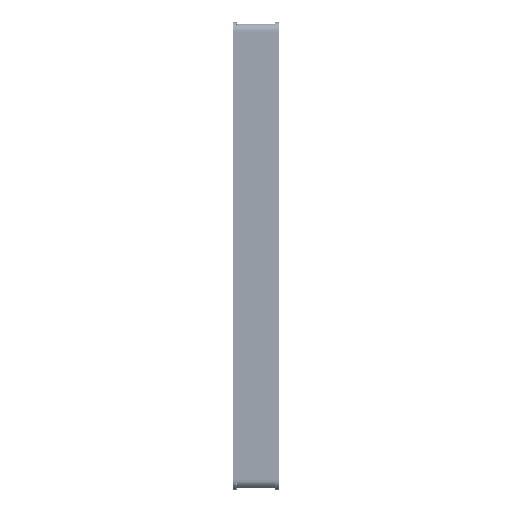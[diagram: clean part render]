
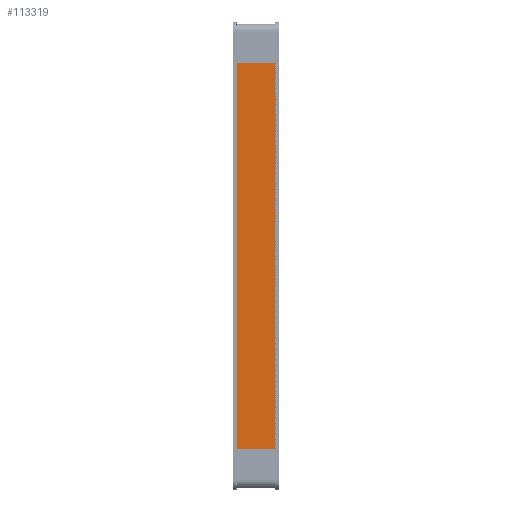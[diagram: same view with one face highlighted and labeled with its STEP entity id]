
A CAD part, left-side view. The second image highlights one B-rep face of the part: STEP entity #113319.
In plain terms, the highlighted planar face has unit normal (-1, 0, 0).
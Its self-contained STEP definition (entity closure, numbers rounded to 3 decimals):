
#2150 = EDGE_CURVE ( 'NONE', #198080, #164760, #14204, .T. ) ;
#5818 = CARTESIAN_POINT ( 'NONE',  ( 3., 5., -575. ) ) ;
#13409 = LINE ( 'NONE', #206252, #147962 ) ;
#14204 = LINE ( 'NONE', #129239, #198022 ) ;
#14916 = EDGE_CURVE ( 'NONE', #164760, #165193, #24910, .T. ) ;
#24827 = PLANE ( 'NONE',  #76851 ) ;
#24910 = LINE ( 'NONE', #5818, #40060 ) ;
#24991 = CARTESIAN_POINT ( 'NONE',  ( 3., 5., -575. ) ) ;
#28492 = ORIENTED_EDGE ( 'NONE', *, *, #38677, .T. ) ;
#38677 = EDGE_CURVE ( 'NONE', #124095, #198080, #13409, .T. ) ;
#39120 = CARTESIAN_POINT ( 'NONE',  ( 3., 5., -575. ) ) ;
#40060 = VECTOR ( 'NONE', #161614, 1000. ) ;
#49482 = EDGE_LOOP ( 'NONE', ( #153968, #123714, #28492, #207222 ) ) ;
#72103 = VECTOR ( 'NONE', #217744, 1000. ) ;
#76851 = AXIS2_PLACEMENT_3D ( 'NONE', #242974, #241767, #84812 ) ;
#80566 = CARTESIAN_POINT ( 'NONE',  ( 3., 54., -25. ) ) ;
#84812 = DIRECTION ( 'NONE',  ( 0., 0., -1. ) ) ;
#113319 = ADVANCED_FACE ( 'NONE', ( #161532 ), #24827, .F. ) ;
#123714 = ORIENTED_EDGE ( 'NONE', *, *, #146560, .T. ) ;
#124095 = VERTEX_POINT ( 'NONE', #217713 ) ;
#129239 = CARTESIAN_POINT ( 'NONE',  ( 3., 54., -575. ) ) ;
#132983 = DIRECTION ( 'NONE',  ( 0., 0., -1. ) ) ;
#141264 = LINE ( 'NONE', #24991, #72103 ) ;
#146560 = EDGE_CURVE ( 'NONE', #165193, #124095, #141264, .T. ) ;
#147962 = VECTOR ( 'NONE', #246838, 1000. ) ;
#153968 = ORIENTED_EDGE ( 'NONE', *, *, #14916, .T. ) ;
#161532 = FACE_OUTER_BOUND ( 'NONE', #49482, .T. ) ;
#161614 = DIRECTION ( 'NONE',  ( 0., -1., 0. ) ) ;
#164760 = VERTEX_POINT ( 'NONE', #173424 ) ;
#165193 = VERTEX_POINT ( 'NONE', #39120 ) ;
#173424 = CARTESIAN_POINT ( 'NONE',  ( 3., 54., -575. ) ) ;
#198022 = VECTOR ( 'NONE', #132983, 1000. ) ;
#198080 = VERTEX_POINT ( 'NONE', #80566 ) ;
#206252 = CARTESIAN_POINT ( 'NONE',  ( 3., 5., -25. ) ) ;
#207222 = ORIENTED_EDGE ( 'NONE', *, *, #2150, .T. ) ;
#217713 = CARTESIAN_POINT ( 'NONE',  ( 3., 5., -25. ) ) ;
#217744 = DIRECTION ( 'NONE',  ( 0., 0., 1. ) ) ;
#241767 = DIRECTION ( 'NONE',  ( 1., 0., 0. ) ) ;
#242974 = CARTESIAN_POINT ( 'NONE',  ( 3., 54., -575. ) ) ;
#246838 = DIRECTION ( 'NONE',  ( 0., 1., 0. ) ) ;
